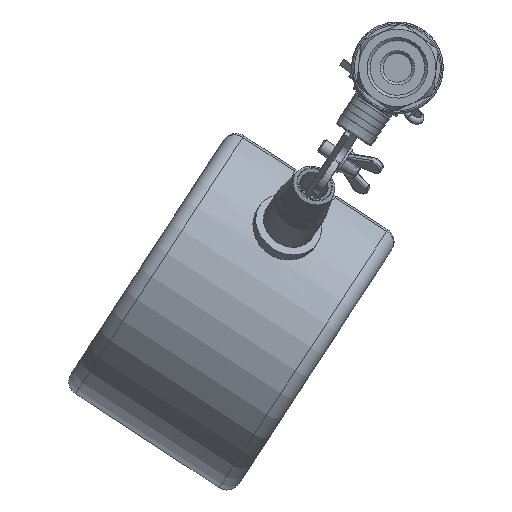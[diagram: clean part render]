
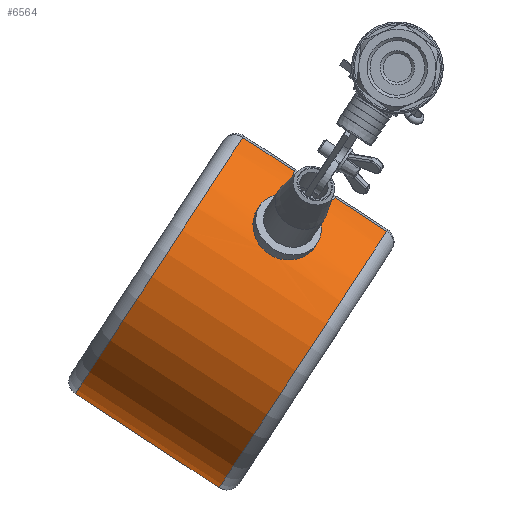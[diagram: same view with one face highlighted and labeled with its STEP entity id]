
A CAD part, front view. The second image highlights one B-rep face of the part: STEP entity #6564.
In plain terms, the highlighted cylindrical face has radius 57.5 mm (diameter 115 mm), a partial arc.
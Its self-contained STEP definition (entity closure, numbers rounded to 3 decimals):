
#232=ELLIPSE('',#7034,58.098,57.5);
#238=ELLIPSE('',#7092,58.098,57.5);
#468=CIRCLE('',#7099,57.5);
#469=CIRCLE('',#7100,57.5);
#662=B_SPLINE_CURVE_WITH_KNOTS('',3,(#10641,#10642,#10643,#10644,#10645,
#10646,#10647,#10648,#10649,#10650,#10651,#10652,#10653,#10654,#10655,#10656,
#10657),.UNSPECIFIED.,.F.,.F.,(4,1,1,1,1,1,1,1,1,1,1,1,1,1,4),(0.007,
0.01,0.014,0.018,0.022,
0.03,0.034,0.038,0.041,
0.045,0.049,0.053,0.057,
0.061,0.069),.UNSPECIFIED.);
#1887=ORIENTED_EDGE('',*,*,#2653,.T.);
#1888=ORIENTED_EDGE('',*,*,#2654,.F.);
#1889=ORIENTED_EDGE('',*,*,#2655,.F.);
#1890=ORIENTED_EDGE('',*,*,#2644,.F.);
#1891=ORIENTED_EDGE('',*,*,#2591,.F.);
#1892=ORIENTED_EDGE('',*,*,#2589,.T.);
#1893=ORIENTED_EDGE('',*,*,#2656,.T.);
#1894=ORIENTED_EDGE('',*,*,#2657,.T.);
#2589=EDGE_CURVE('',#3076,#3075,#232,.T.);
#2591=EDGE_CURVE('',#3076,#3077,#662,.T.);
#2644=EDGE_CURVE('',#3077,#3102,#238,.T.);
#2653=EDGE_CURVE('',#3108,#3109,#3318,.F.);
#2654=EDGE_CURVE('',#3110,#3109,#468,.F.);
#2655=EDGE_CURVE('',#3102,#3110,#3319,.T.);
#2656=EDGE_CURVE('',#3075,#3111,#3320,.T.);
#2657=EDGE_CURVE('',#3111,#3108,#469,.F.);
#3075=VERTEX_POINT('',#10630);
#3076=VERTEX_POINT('',#10632);
#3077=VERTEX_POINT('',#10658);
#3102=VERTEX_POINT('',#10915);
#3108=VERTEX_POINT('',#10935);
#3109=VERTEX_POINT('',#10936);
#3110=VERTEX_POINT('',#10938);
#3111=VERTEX_POINT('',#10941);
#3318=LINE('',#10934,#3522);
#3319=LINE('',#10939,#3523);
#3320=LINE('',#10940,#3524);
#3522=VECTOR('',#8347,1000.);
#3523=VECTOR('',#8350,1000.);
#3524=VECTOR('',#8351,1000.);
#3827=EDGE_LOOP('',(#1887,#1888,#1889,#1890,#1891,#1892,#1893,#1894));
#4170=FACE_BOUND('',#3827,.T.);
#4304=CYLINDRICAL_SURFACE('',#7098,57.5);
#6564=ADVANCED_FACE('',(#4170),#4304,.T.);
#7034=AXIS2_PLACEMENT_3D('',#10631,#8194,#8195);
#7092=AXIS2_PLACEMENT_3D('',#10916,#8327,#8328);
#7098=AXIS2_PLACEMENT_3D('',#10933,#8345,#8346);
#7099=AXIS2_PLACEMENT_3D('',#10937,#8348,#8349);
#7100=AXIS2_PLACEMENT_3D('',#10942,#8352,#8353);
#8194=DIRECTION('',(-0.894,-0.078,0.441));
#8195=DIRECTION('',(0.335,0.537,0.774));
#8327=DIRECTION('',(-0.763,0.078,0.642));
#8328=DIRECTION('',(0.574,0.537,0.618));
#8345=DIRECTION('',(-0.837,0.,0.547));
#8346=DIRECTION('',(0.459,0.543,0.703));
#8347=DIRECTION('',(-0.837,0.,0.547));
#8348=DIRECTION('',(-0.837,0.,0.547));
#8349=DIRECTION('',(0.459,0.543,0.703));
#8350=DIRECTION('',(0.837,0.,-0.547));
#8351=DIRECTION('',(-0.837,0.,0.547));
#8352=DIRECTION('',(-0.837,0.,0.547));
#8353=DIRECTION('',(0.459,0.543,0.703));
#10630=CARTESIAN_POINT('',(-12.281,109.145,-26.446));
#10631=CARTESIAN_POINT('',(-36.252,138.36,-69.943));
#10632=CARTESIAN_POINT('',(-15.998,96.381,-36.239));
#10641=CARTESIAN_POINT('',(-15.998,96.381,-36.239));
#10642=CARTESIAN_POINT('',(-17.19,95.912,-36.059));
#10643=CARTESIAN_POINT('',(-19.554,94.741,-36.051));
#10644=CARTESIAN_POINT('',(-22.668,92.592,-37.163));
#10645=CARTESIAN_POINT('',(-25.079,90.352,-39.344));
#10646=CARTESIAN_POINT('',(-27.023,87.617,-43.409));
#10647=CARTESIAN_POINT('',(-26.69,85.694,-48.516));
#10648=CARTESIAN_POINT('',(-24.075,84.77,-52.99));
#10649=CARTESIAN_POINT('',(-21.151,84.54,-55.633));
#10650=CARTESIAN_POINT('',(-17.554,84.77,-57.251));
#10651=CARTESIAN_POINT('',(-13.693,85.466,-57.695));
#10652=CARTESIAN_POINT('',(-9.995,86.647,-56.983));
#10653=CARTESIAN_POINT('',(-6.863,88.303,-55.244));
#10654=CARTESIAN_POINT('',(-4.656,90.35,-52.69));
#10655=CARTESIAN_POINT('',(-3.279,93.34,-48.574));
#10656=CARTESIAN_POINT('',(-4.164,95.437,-45.175));
#10657=CARTESIAN_POINT('',(-5.46,96.381,-43.124));
#10658=CARTESIAN_POINT('',(-5.46,96.381,-43.124));
#10915=CARTESIAN_POINT('',(2.015,109.145,-35.786));
#10916=CARTESIAN_POINT('',(-28.189,138.36,-75.212));
#10933=CARTESIAN_POINT('',(-2.92,138.36,-91.721));
#10934=CARTESIAN_POINT('',(-6.361,195.514,-96.988));
#10935=CARTESIAN_POINT('',(-60.777,195.514,-61.437));
#10936=CARTESIAN_POINT('',(-10.547,195.514,-94.253));
#10937=CARTESIAN_POINT('',(-7.106,138.36,-88.986));
#10938=CARTESIAN_POINT('',(19.982,109.145,-47.525));
#10939=CARTESIAN_POINT('',(-34.434,109.145,-11.973));
#10940=CARTESIAN_POINT('',(24.168,109.145,-50.259));
#10941=CARTESIAN_POINT('',(-30.248,109.145,-14.708));
#10942=CARTESIAN_POINT('',(-57.336,138.36,-56.169));
